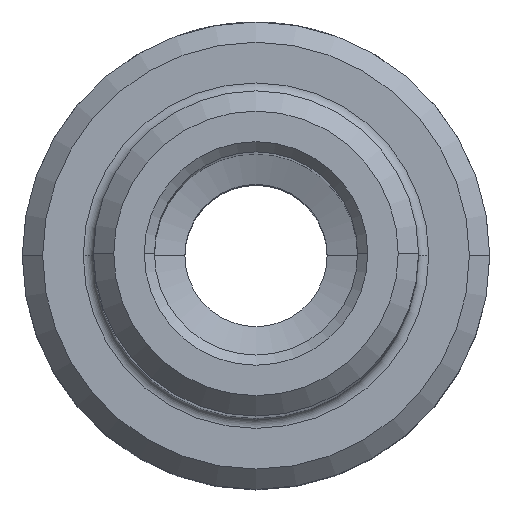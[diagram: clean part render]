
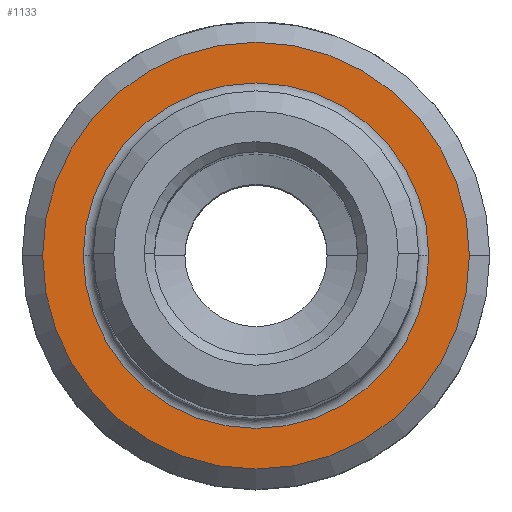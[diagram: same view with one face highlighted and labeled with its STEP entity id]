
A CAD part, top view. The second image highlights one B-rep face of the part: STEP entity #1133.
In plain terms, the highlighted planar face has unit normal (0, 0, 1).
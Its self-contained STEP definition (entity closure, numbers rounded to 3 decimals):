
#527=VERTEX_POINT('NONE',#1330);
#633=VERTEX_POINT('NONE',#1443);
#721=VERTEX_POINT('NONE',#1549);
#793=EDGE_CURVE('NONE',#721,#633,#1633,.T.);
#813=EDGE_CURVE('NONE',#633,#721,#1653,.T.);
#891=EDGE_CURVE('NONE',#1147,#527,#1745,.T.);
#1091=EDGE_CURVE('NONE',#527,#1147,#1967,.T.);
#1133=ADVANCED_FACE('NONE',(#2011,#2012),#2013,.F.);
#1147=VERTEX_POINT('NONE',#2027);
#1330=CARTESIAN_POINT('',(-8.5,0.,-63.0));
#1443=CARTESIAN_POINT('',(10.5,0.,-63.0));
#1549=CARTESIAN_POINT('',(-10.5,0.0,-63.0));
#1633=CIRCLE('',#2738,10.5);
#1653=CIRCLE('',#2803,10.5);
#1745=CIRCLE('',#2919,8.5);
#1967=CIRCLE('',#3272,8.5);
#2011=FACE_OUTER_BOUND('',#3359,.T.);
#2012=FACE_BOUND('',#3360,.T.);
#2013=PLANE('',#3361);
#2027=CARTESIAN_POINT('',(8.5,0.0,-63.0));
#2738=AXIS2_PLACEMENT_3D('',#4032,#4033,#4034);
#2803=AXIS2_PLACEMENT_3D('',#4045,#4046,#4047);
#2919=AXIS2_PLACEMENT_3D('',#4178,#4179,#4180);
#3272=AXIS2_PLACEMENT_3D('',#4439,#4440,#4441);
#3359=EDGE_LOOP('',(#4481,#4482));
#3360=EDGE_LOOP('',(#4483,#4484));
#3361=AXIS2_PLACEMENT_3D('',#4485,#4486,#4487);
#4032=CARTESIAN_POINT('',(0.0,0.0,-63.0));
#4033=DIRECTION('',(0.0,0.0,1.0));
#4034=DIRECTION('',(1.0,0.0,0.0));
#4045=CARTESIAN_POINT('',(0.0,0.0,-63.0));
#4046=DIRECTION('',(0.0,0.0,1.0));
#4047=DIRECTION('',(1.0,0.0,0.0));
#4178=CARTESIAN_POINT('',(0.0,0.0,-63.0));
#4179=DIRECTION('',(0.0,0.0,1.0));
#4180=DIRECTION('',(1.0,0.0,0.0));
#4439=CARTESIAN_POINT('',(0.0,0.0,-63.0));
#4440=DIRECTION('',(0.0,0.0,1.0));
#4441=DIRECTION('',(1.0,0.0,0.0));
#4481=ORIENTED_EDGE('',*,*,#793,.T.);
#4482=ORIENTED_EDGE('',*,*,#813,.T.);
#4483=ORIENTED_EDGE('',*,*,#891,.F.);
#4484=ORIENTED_EDGE('',*,*,#1091,.F.);
#4485=CARTESIAN_POINT('',(0.0,8.5,-63.0));
#4486=DIRECTION('',(0.0,0.0,-1.0));
#4487=DIRECTION('',(0.0,1.0,0.0));
